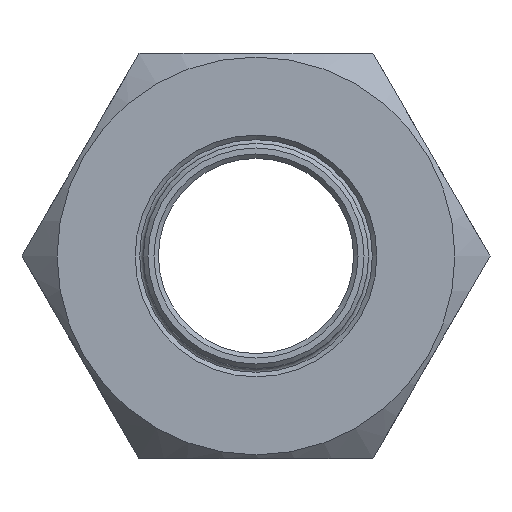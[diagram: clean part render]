
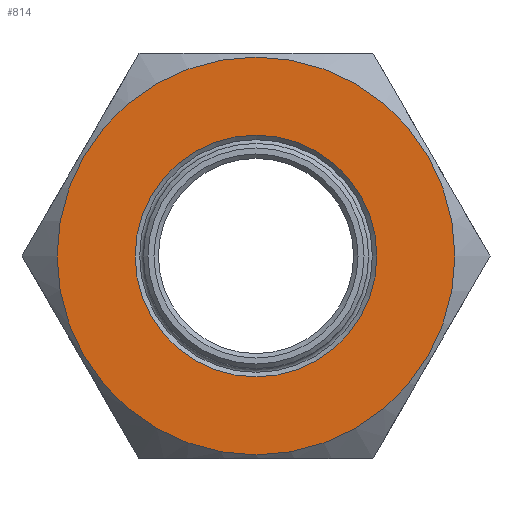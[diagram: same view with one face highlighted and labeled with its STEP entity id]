
A CAD part, left-side view. The second image highlights one B-rep face of the part: STEP entity #814.
In plain terms, the highlighted planar face has unit normal (-1, 0, 0).
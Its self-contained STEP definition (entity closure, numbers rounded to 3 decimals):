
#50=FACE_BOUND('',#143,.T.);
#65=PLANE('',#948);
#91=FACE_OUTER_BOUND('',#142,.T.);
#142=EDGE_LOOP('',(#596));
#143=EDGE_LOOP('',(#597));
#286=CIRCLE('',#929,13.25);
#293=CIRCLE('',#943,8.05);
#358=VERTEX_POINT('',#1376);
#364=VERTEX_POINT('',#1402);
#439=EDGE_CURVE('',#358,#358,#286,.T.);
#451=EDGE_CURVE('',#364,#364,#293,.T.);
#596=ORIENTED_EDGE('',*,*,#439,.T.);
#597=ORIENTED_EDGE('',*,*,#451,.F.);
#814=ADVANCED_FACE('',(#91,#50),#65,.T.);
#929=AXIS2_PLACEMENT_3D('',#1378,#1055,#1056);
#943=AXIS2_PLACEMENT_3D('',#1403,#1088,#1089);
#948=AXIS2_PLACEMENT_3D('',#1413,#1100,#1101);
#1055=DIRECTION('center_axis',(-1.,0.,0.));
#1056=DIRECTION('ref_axis',(0.,1.,0.));
#1088=DIRECTION('center_axis',(-1.,0.,0.));
#1089=DIRECTION('ref_axis',(0.,0.,-1.));
#1100=DIRECTION('center_axis',(-1.,0.,0.));
#1101=DIRECTION('ref_axis',(0.,0.,1.));
#1376=CARTESIAN_POINT('',(-13.5,-13.25,0.));
#1378=CARTESIAN_POINT('Origin',(-13.5,0.,0.));
#1402=CARTESIAN_POINT('',(-13.5,0.,8.05));
#1403=CARTESIAN_POINT('Origin',(-13.5,0.,0.));
#1413=CARTESIAN_POINT('Origin',(-13.5,0.,0.));
